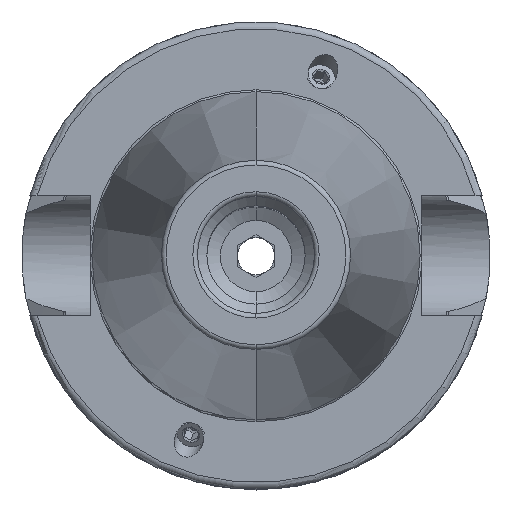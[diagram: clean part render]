
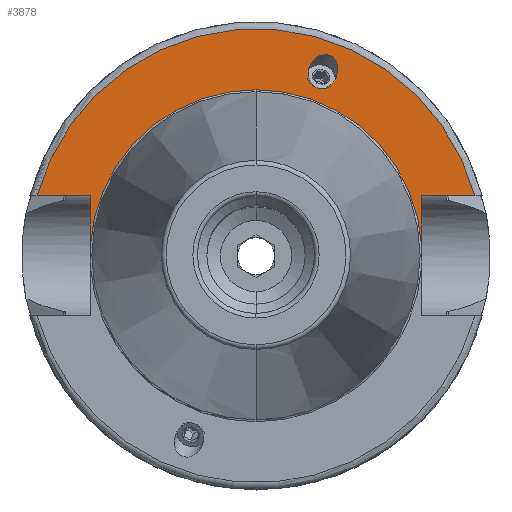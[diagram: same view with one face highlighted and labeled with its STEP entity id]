
A CAD part, top view. The second image highlights one B-rep face of the part: STEP entity #3878.
In plain terms, the highlighted planar face has unit normal (0, 0, 1).
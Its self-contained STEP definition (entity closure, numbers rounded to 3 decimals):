
#788=DIRECTION('',(1,0,0));
#789=VECTOR('',#788,11.367);
#790=CARTESIAN_POINT('',(-46.767,12.85,35));
#791=LINE('',#790,#789);
#792=DIRECTION('',(-1,0,0));
#793=VECTOR('',#792,11.367);
#794=CARTESIAN_POINT('',(46.767,12.85,35));
#795=LINE('',#794,#793);
#796=DIRECTION('',(0,-1,0));
#797=VECTOR('',#796,10.609);
#798=CARTESIAN_POINT('',(35.4,12.85,35));
#799=LINE('',#798,#797);
#800=DIRECTION('',(0,1,0));
#801=VECTOR('',#800,10.609);
#802=CARTESIAN_POINT('',(-35.4,2.241,35));
#803=LINE('',#802,#801);
#804=DIRECTION('',(-0.94,0.342,0));
#805=VECTOR('',#804,1.1);
#806=CARTESIAN_POINT('',(13.595,35.744,35));
#807=LINE('',#806,#805);
#818=CARTESIAN_POINT('',(0,0,35));
#819=DIRECTION('',(0,0,1));
#820=DIRECTION('',(0,1,0));
#821=AXIS2_PLACEMENT_3D('',#818,#819,#820);
#849=CARTESIAN_POINT('',(0,0,35));
#850=DIRECTION('',(0,0,-1));
#851=DIRECTION('',(0,1,0));
#852=AXIS2_PLACEMENT_3D('',#849,#850,#851);
#1045=CARTESIAN_POINT('',(0,0,35));
#1046=DIRECTION('',(0,0,1));
#1047=DIRECTION('',(0.964,0.265,0));
#1048=AXIS2_PLACEMENT_3D('',#1045,#1046,#1047);
#1626=CARTESIAN_POINT('',(12.561,36.12,35));
#1627=CARTESIAN_POINT('',(12.346,36.257,35));
#1628=CARTESIAN_POINT('',(11.901,36.63,35));
#1629=CARTESIAN_POINT('',(11.324,37.62,35));
#1630=CARTESIAN_POINT('',(11.096,39.085,35));
#1631=CARTESIAN_POINT('',(11.491,40.778,35));
#1632=CARTESIAN_POINT('',(12.488,42.174,35));
#1633=CARTESIAN_POINT('',(13.713,42.92,35));
#1634=CARTESIAN_POINT('',(14.625,43.055,35));
#1635=CARTESIAN_POINT('',(15.229,42.988,35));
#1636=CARTESIAN_POINT('',(15.607,42.881,35));
#1637=CARTESIAN_POINT('',(15.966,42.72,35));
#1638=CARTESIAN_POINT('',(16.472,42.383,35));
#1639=CARTESIAN_POINT('',(17.084,41.693,35));
#1640=CARTESIAN_POINT('',(17.543,40.334,35));
#1641=CARTESIAN_POINT('',(17.409,38.625,35));
#1642=CARTESIAN_POINT('',(16.623,37.074,35));
#1643=CARTESIAN_POINT('',(15.507,36.098,35));
#1644=CARTESIAN_POINT('',(14.429,35.711,35));
#1645=CARTESIAN_POINT('',(13.848,35.711,35));
#1646=CARTESIAN_POINT('',(13.595,35.744,35));
#2537=CARTESIAN_POINT('',(-46.767,12.85,35));
#2538=CARTESIAN_POINT('',(-35.4,12.85,35));
#2539=VERTEX_POINT('',#2537);
#2540=VERTEX_POINT('',#2538);
#2541=CARTESIAN_POINT('',(35.4,12.85,35));
#2542=CARTESIAN_POINT('',(35.4,2.241,35));
#2543=VERTEX_POINT('',#2541);
#2544=VERTEX_POINT('',#2542);
#2549=CARTESIAN_POINT('',(46.767,12.85,35));
#2550=VERTEX_POINT('',#2549);
#2595=CARTESIAN_POINT('',(0,35.471,35));
#2597=VERTEX_POINT('',#2595);
#2607=CARTESIAN_POINT('',(-35.4,2.241,35));
#2608=VERTEX_POINT('',#2607);
#2615=CARTESIAN_POINT('',(13.595,35.744,35));
#2616=CARTESIAN_POINT('',(12.561,36.12,35));
#2617=VERTEX_POINT('',#2615);
#2618=VERTEX_POINT('',#2616);
#3853=CARTESIAN_POINT('',(0,0,35));
#3854=DIRECTION('',(0,0,-1));
#3855=DIRECTION('',(0,-1,0));
#3856=AXIS2_PLACEMENT_3D('',#3853,#3854,#3855);
#3857=PLANE('',#3856);
#3858=ORIENTED_EDGE('',*,*,#3772,.F.);
#3860=ORIENTED_EDGE('',*,*,#3859,.F.);
#3862=ORIENTED_EDGE('',*,*,#3861,.T.);
#3864=ORIENTED_EDGE('',*,*,#3863,.T.);
#3866=ORIENTED_EDGE('',*,*,#3865,.F.);
#3868=ORIENTED_EDGE('',*,*,#3867,.T.);
#3869=ORIENTED_EDGE('',*,*,#3746,.T.);
#3870=EDGE_LOOP('',(#3858,#3860,#3862,#3864,#3866,#3868,#3869));
#3871=FACE_OUTER_BOUND('',#3870,.F.);
#3873=ORIENTED_EDGE('',*,*,#3872,.F.);
#3875=ORIENTED_EDGE('',*,*,#3874,.F.);
#3876=EDGE_LOOP('',(#3873,#3875));
#3877=FACE_BOUND('',#3876,.F.);
#3878=ADVANCED_FACE('',(#3871,#3877),#3857,.F.);
#822=CIRCLE('',#821,35.471);
#853=CIRCLE('',#852,35.471);
#1049=CIRCLE('',#1048,48.5);
#1647=B_SPLINE_CURVE_WITH_KNOTS('',3,(#1626,#1627,#1628,#1629,#1630,#1631,#1632,
#1633,#1634,#1635,#1636,#1637,#1638,#1639,#1640,#1641,#1642,#1643,#1644,#1645,
#1646),.UNSPECIFIED.,.F.,.F.,(4,1,1,1,1,1,1,1,1,1,1,1,1,1,1,1,1,1,4),(0,
0.063,0.125,0.188,0.25,0.313,0.375,0.438,0.469,0.5,
0.531,0.563,0.625,0.688,0.75,0.813,0.875,0.938,1),
.UNSPECIFIED.);
#3746=EDGE_CURVE('',#2608,#2540,#803,.T.);
#3772=EDGE_CURVE('',#2539,#2540,#791,.T.);
#3859=EDGE_CURVE('',#2550,#2539,#1049,.T.);
#3861=EDGE_CURVE('',#2550,#2543,#795,.T.);
#3863=EDGE_CURVE('',#2543,#2544,#799,.T.);
#3865=EDGE_CURVE('',#2597,#2544,#853,.T.);
#3867=EDGE_CURVE('',#2597,#2608,#822,.T.);
#3872=EDGE_CURVE('',#2617,#2618,#807,.T.);
#3874=EDGE_CURVE('',#2618,#2617,#1647,.T.);
